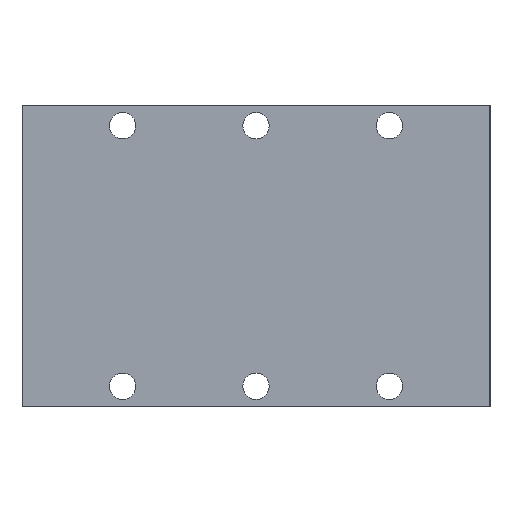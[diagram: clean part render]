
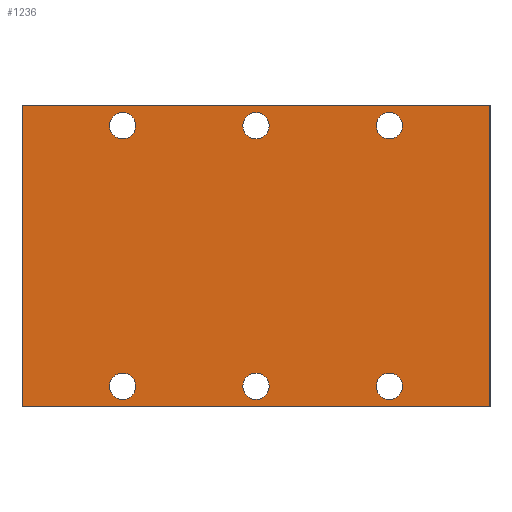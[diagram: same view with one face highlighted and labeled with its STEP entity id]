
A CAD part, front view. The second image highlights one B-rep face of the part: STEP entity #1236.
In plain terms, the highlighted planar face has unit normal (0, -1, 0).
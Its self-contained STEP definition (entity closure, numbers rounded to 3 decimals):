
#1236 = ADVANCED_FACE ( 'NONE', ( #5825, #5832, #5834, #5836, #5826, #5831, #5833 ), #4106, .F. ) ;
#1935 = VERTEX_POINT ( 'NONE', #2625 ) ;
#1936 = VERTEX_POINT ( 'NONE', #2621 ) ;
#1937 = VERTEX_POINT ( 'NONE', #2616 ) ;
#1938 = VERTEX_POINT ( 'NONE', #2614 ) ;
#2614 = CARTESIAN_POINT ( 'NONE',  ( 50.006, -87.525, 0. ) ) ;
#2616 = CARTESIAN_POINT ( 'NONE',  ( -7.906, -87.525, 0. ) ) ;
#2621 = CARTESIAN_POINT ( 'NONE',  ( -7.906, -87.525, 37.338 ) ) ;
#2625 = CARTESIAN_POINT ( 'NONE',  ( 50.006, -87.525, 37.338 ) ) ;
#3151 = CARTESIAN_POINT ( 'NONE',  ( 4.54, -87.525, 34.798 ) ) ;
#3152 = DIRECTION ( 'NONE',  ( 0., 0., 1. ) ) ;
#3153 = DIRECTION ( 'NONE',  ( 0., -1., 0. ) ) ;
#3154 = CARTESIAN_POINT ( 'NONE',  ( 4.54, -87.525, 2.54 ) ) ;
#3155 = DIRECTION ( 'NONE',  ( 0., 0., 1. ) ) ;
#3156 = DIRECTION ( 'NONE',  ( 0., -1., 0. ) ) ;
#3158 = CARTESIAN_POINT ( 'NONE',  ( 37.56, -87.525, 2.54 ) ) ;
#3159 = DIRECTION ( 'NONE',  ( 0., 0., 1. ) ) ;
#3160 = DIRECTION ( 'NONE',  ( 0., -1., 0. ) ) ;
#3161 = CARTESIAN_POINT ( 'NONE',  ( 21.05, -87.525, 2.54 ) ) ;
#3166 = DIRECTION ( 'NONE',  ( 0., 0., 1. ) ) ;
#3167 = CARTESIAN_POINT ( 'NONE',  ( -7.906, -87.525, -3.734 ) ) ;
#3168 = DIRECTION ( 'NONE',  ( 1., 0., 0. ) ) ;
#3169 = CARTESIAN_POINT ( 'NONE',  ( 0., -87.525, 37.338 ) ) ;
#3172 = DIRECTION ( 'NONE',  ( 0., 0., -1. ) ) ;
#3173 = CARTESIAN_POINT ( 'NONE',  ( 50.006, -87.525, -3.734 ) ) ;
#3174 = CARTESIAN_POINT ( 'NONE',  ( 21.05, -87.525, 34.798 ) ) ;
#3179 = CARTESIAN_POINT ( 'NONE',  ( 37.56, -87.525, 34.798 ) ) ;
#3182 = DIRECTION ( 'NONE',  ( -1., 0., 0. ) ) ;
#3183 = CARTESIAN_POINT ( 'NONE',  ( 0., -87.525, 0. ) ) ;
#3194 = DIRECTION ( 'NONE',  ( 0., 0., 1. ) ) ;
#3197 = DIRECTION ( 'NONE',  ( 0., -1., 0. ) ) ;
#3226 = CARTESIAN_POINT ( 'NONE',  ( 4.54, -87.525, 36.43 ) ) ;
#3227 = VERTEX_POINT ( 'NONE', #3226 ) ;
#3228 = CARTESIAN_POINT ( 'NONE',  ( 4.54, -87.525, 4.172 ) ) ;
#3229 = VERTEX_POINT ( 'NONE', #3228 ) ;
#3230 = CARTESIAN_POINT ( 'NONE',  ( 37.56, -87.525, 4.172 ) ) ;
#3231 = VERTEX_POINT ( 'NONE', #3230 ) ;
#3232 = CARTESIAN_POINT ( 'NONE',  ( 21.05, -87.525, 4.172 ) ) ;
#3233 = VERTEX_POINT ( 'NONE', #3232 ) ;
#3234 = CARTESIAN_POINT ( 'NONE',  ( 37.56, -87.525, 36.43 ) ) ;
#3235 = VERTEX_POINT ( 'NONE', #3234 ) ;
#3236 = CARTESIAN_POINT ( 'NONE',  ( 21.05, -87.525, 36.43 ) ) ;
#3237 = VERTEX_POINT ( 'NONE', #3236 ) ;
#3293 = DIRECTION ( 'NONE',  ( 0., 0., 1. ) ) ;
#3308 = DIRECTION ( 'NONE',  ( 0., -1., 0. ) ) ;
#3633 = DIRECTION ( 'NONE',  ( 0., -1., 0. ) ) ;
#3747 = DIRECTION ( 'NONE',  ( 0., 0., 1. ) ) ;
#4104 = CARTESIAN_POINT ( 'NONE',  ( -14.068, -87.525, -3.734 ) ) ;
#4106 = PLANE ( 'NONE',  #11770 ) ;
#4129 = DIRECTION ( 'NONE',  ( 0., 1., 0. ) ) ;
#4133 = DIRECTION ( 'NONE',  ( 0., 0., 1. ) ) ;
#5825 = FACE_BOUND ( 'NONE', #9528, .T. ) ;
#5826 = FACE_BOUND ( 'NONE', #9536, .T. ) ;
#5831 = FACE_BOUND ( 'NONE', #9537, .T. ) ;
#5832 = FACE_BOUND ( 'NONE', #9533, .T. ) ;
#5833 = FACE_OUTER_BOUND ( 'NONE', #9538, .T. ) ;
#5834 = FACE_BOUND ( 'NONE', #9534, .T. ) ;
#5836 = FACE_BOUND ( 'NONE', #9535, .T. ) ;
#6523 = LINE ( 'NONE', #3183, #6541 ) ;
#6530 = LINE ( 'NONE', #3173, #6548 ) ;
#6541 = VECTOR ( 'NONE', #3182, 1000. ) ;
#6548 = VECTOR ( 'NONE', #3172, 1000. ) ;
#6551 = LINE ( 'NONE', #3169, #6552 ) ;
#6552 = VECTOR ( 'NONE', #3168, 1000. ) ;
#6553 = LINE ( 'NONE', #3167, #6554 ) ;
#6554 = VECTOR ( 'NONE', #3166, 1000. ) ;
#6560 = CIRCLE ( 'NONE', #6843, 1.632 ) ;
#6561 = CIRCLE ( 'NONE', #6846, 1.632 ) ;
#6562 = CIRCLE ( 'NONE', #6847, 1.632 ) ;
#6563 = CIRCLE ( 'NONE', #6848, 1.632 ) ;
#6564 = CIRCLE ( 'NONE', #6849, 1.632 ) ;
#6565 = CIRCLE ( 'NONE', #6850, 1.632 ) ;
#6843 = AXIS2_PLACEMENT_3D ( 'NONE', #3174, #3160, #3159 ) ;
#6846 = AXIS2_PLACEMENT_3D ( 'NONE', #3179, #3156, #3155 ) ;
#6847 = AXIS2_PLACEMENT_3D ( 'NONE', #3161, #3153, #3152 ) ;
#6848 = AXIS2_PLACEMENT_3D ( 'NONE', #3158, #3308, #3194 ) ;
#6849 = AXIS2_PLACEMENT_3D ( 'NONE', #3154, #3197, #3293 ) ;
#6850 = AXIS2_PLACEMENT_3D ( 'NONE', #3151, #3633, #3747 ) ;
#8790 = EDGE_CURVE ( 'NONE', #1938, #1937, #6523, .T. ) ;
#8794 = EDGE_CURVE ( 'NONE', #1935, #1938, #6530, .T. ) ;
#8796 = EDGE_CURVE ( 'NONE', #1936, #1935, #6551, .T. ) ;
#8797 = EDGE_CURVE ( 'NONE', #1937, #1936, #6553, .T. ) ;
#8800 = EDGE_CURVE ( 'NONE', #3237, #3237, #6560, .T. ) ;
#8801 = EDGE_CURVE ( 'NONE', #3235, #3235, #6561, .T. ) ;
#8802 = EDGE_CURVE ( 'NONE', #3233, #3233, #6562, .T. ) ;
#8803 = EDGE_CURVE ( 'NONE', #3231, #3231, #6563, .T. ) ;
#8804 = EDGE_CURVE ( 'NONE', #3229, #3229, #6564, .T. ) ;
#8805 = EDGE_CURVE ( 'NONE', #3227, #3227, #6565, .T. ) ;
#9528 = EDGE_LOOP ( 'NONE', ( #9686 ) ) ;
#9533 = EDGE_LOOP ( 'NONE', ( #9685 ) ) ;
#9534 = EDGE_LOOP ( 'NONE', ( #9684 ) ) ;
#9535 = EDGE_LOOP ( 'NONE', ( #9683 ) ) ;
#9536 = EDGE_LOOP ( 'NONE', ( #9682 ) ) ;
#9537 = EDGE_LOOP ( 'NONE', ( #9681 ) ) ;
#9538 = EDGE_LOOP ( 'NONE', ( #9680, #9679, #9678, #9677 ) ) ;
#9677 = ORIENTED_EDGE ( 'NONE', *, *, #8794, .F. ) ;
#9678 = ORIENTED_EDGE ( 'NONE', *, *, #8790, .F. ) ;
#9679 = ORIENTED_EDGE ( 'NONE', *, *, #8797, .F. ) ;
#9680 = ORIENTED_EDGE ( 'NONE', *, *, #8796, .F. ) ;
#9681 = ORIENTED_EDGE ( 'NONE', *, *, #8800, .F. ) ;
#9682 = ORIENTED_EDGE ( 'NONE', *, *, #8802, .F. ) ;
#9683 = ORIENTED_EDGE ( 'NONE', *, *, #8801, .F. ) ;
#9684 = ORIENTED_EDGE ( 'NONE', *, *, #8803, .F. ) ;
#9685 = ORIENTED_EDGE ( 'NONE', *, *, #8804, .F. ) ;
#9686 = ORIENTED_EDGE ( 'NONE', *, *, #8805, .F. ) ;
#11770 = AXIS2_PLACEMENT_3D ( 'NONE', #4104, #4129, #4133 ) ;
